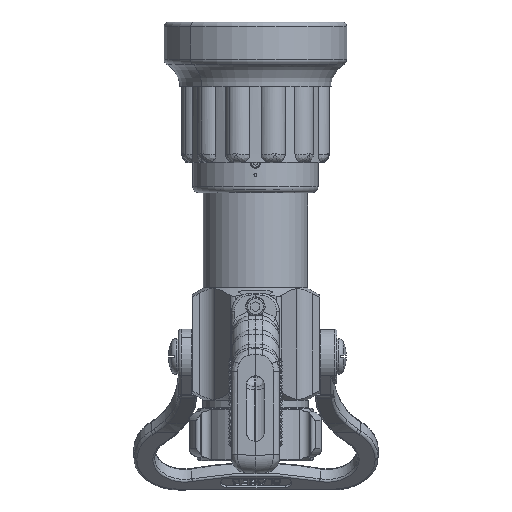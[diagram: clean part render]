
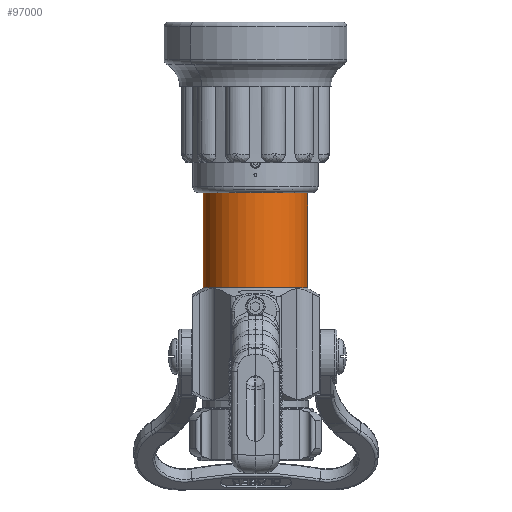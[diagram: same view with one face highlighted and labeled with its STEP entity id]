
A CAD part, front view. The second image highlights one B-rep face of the part: STEP entity #97000.
In plain terms, the highlighted cylindrical face has radius 27.775 mm (diameter 55.55 mm), a partial arc.
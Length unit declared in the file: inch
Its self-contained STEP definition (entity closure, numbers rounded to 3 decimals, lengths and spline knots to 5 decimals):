
#6550 = CARTESIAN_POINT ( 'NONE',  ( 1.0935, 0., 0. ) ) ;
#6613 = DIRECTION ( 'NONE',  ( 0., 0., 1. ) ) ;
#6614 = DIRECTION ( 'NONE',  ( 0., 0., 1. ) ) ;
#6615 = CARTESIAN_POINT ( 'NONE',  ( -1.0935, 0., 0. ) ) ;
#7572 = CARTESIAN_POINT ( 'NONE',  ( 0., 0., 0.531 ) ) ;
#7574 = DIRECTION ( 'NONE',  ( 0., 0., 1. ) ) ;
#7576 = DIRECTION ( 'NONE',  ( 1., 0., 0. ) ) ;
#14738 = CARTESIAN_POINT ( 'NONE',  ( 1.0935, 0., 2.86 ) ) ;
#14740 = CARTESIAN_POINT ( 'NONE',  ( -1.0935, 0., 2.86 ) ) ;
#14741 = CARTESIAN_POINT ( 'NONE',  ( -1.0935, 0., 0.531 ) ) ;
#14775 = CARTESIAN_POINT ( 'NONE',  ( 1.0935, 0., 0.531 ) ) ;
#33696 = EDGE_CURVE ( 'NONE', #87596, #87595, #44383, .T. ) ;
#33803 = EDGE_CURVE ( 'NONE', #87617, #87595, #44431, .T. ) ;
#33806 = EDGE_CURVE ( 'NONE', #87597, #87596, #44438, .T. ) ;
#33975 = EDGE_CURVE ( 'NONE', #87597, #87617, #44540, .T. ) ;
#44383 = CIRCLE ( 'NONE', #72883, 1.0935 ) ;
#44431 = LINE ( 'NONE', #6550, #44439 ) ;
#44438 = LINE ( 'NONE', #6615, #44443 ) ;
#44439 = VECTOR ( 'NONE', #6614, 39.37008 ) ;
#44443 = VECTOR ( 'NONE', #6613, 39.37008 ) ;
#44540 = CIRCLE ( 'NONE', #82774, 1.0935 ) ;
#47798 = FACE_OUTER_BOUND ( 'NONE', #79454, .T. ) ;
#47810 = CYLINDRICAL_SURFACE ( 'NONE', #57626, 1.0935 ) ;
#57626 = AXIS2_PLACEMENT_3D ( 'NONE', #61806, #61801, #61799 ) ;
#61799 = DIRECTION ( 'NONE',  ( 1., 0., 0. ) ) ;
#61801 = DIRECTION ( 'NONE',  ( 0., 0., 1. ) ) ;
#61806 = CARTESIAN_POINT ( 'NONE',  ( 0., 0., 0. ) ) ;
#72883 = AXIS2_PLACEMENT_3D ( 'NONE', #82546, #82547, #82548 ) ;
#79454 = EDGE_LOOP ( 'NONE', ( #93749, #93750, #93751, #93752 ) ) ;
#82546 = CARTESIAN_POINT ( 'NONE',  ( 0., 0., 2.86 ) ) ;
#82547 = DIRECTION ( 'NONE',  ( 0., 0., 1. ) ) ;
#82548 = DIRECTION ( 'NONE',  ( 1., 0., 0. ) ) ;
#82774 = AXIS2_PLACEMENT_3D ( 'NONE', #7572, #7574, #7576 ) ;
#87595 = VERTEX_POINT ( 'NONE', #14738 ) ;
#87596 = VERTEX_POINT ( 'NONE', #14740 ) ;
#87597 = VERTEX_POINT ( 'NONE', #14741 ) ;
#87617 = VERTEX_POINT ( 'NONE', #14775 ) ;
#93749 = ORIENTED_EDGE ( 'NONE', *, *, #33806, .F. ) ;
#93750 = ORIENTED_EDGE ( 'NONE', *, *, #33975, .T. ) ;
#93751 = ORIENTED_EDGE ( 'NONE', *, *, #33803, .T. ) ;
#93752 = ORIENTED_EDGE ( 'NONE', *, *, #33696, .F. ) ;
#97000 = ADVANCED_FACE ( 'NONE', ( #47798 ), #47810, .T. ) ;
